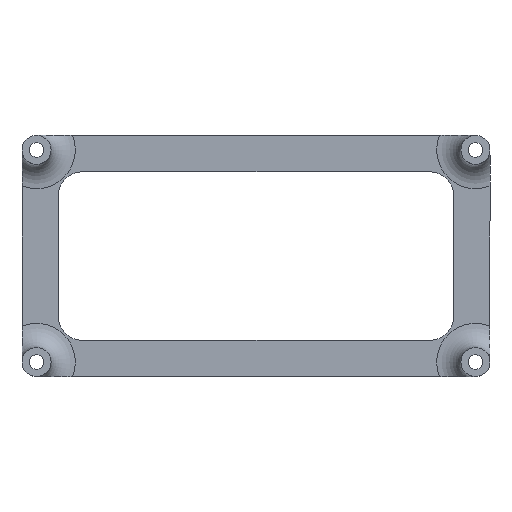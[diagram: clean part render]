
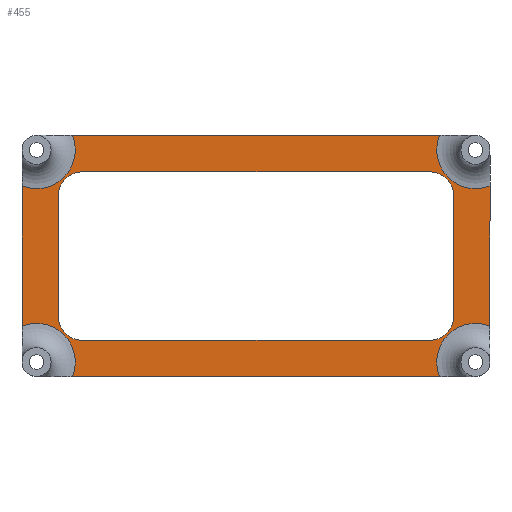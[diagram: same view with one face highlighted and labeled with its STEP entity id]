
A CAD part, top view. The second image highlights one B-rep face of the part: STEP entity #455.
In plain terms, the highlighted planar face has unit normal (0, 0, 1).
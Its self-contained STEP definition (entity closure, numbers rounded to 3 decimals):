
#73=CARTESIAN_POINT('',(91.639,12.993,3.0));
#74=VERTEX_POINT('',#73);
#75=CARTESIAN_POINT('',(86.639,7.993,3.0));
#76=VERTEX_POINT('',#75);
#77=CARTESIAN_POINT('',(86.639,12.993,3.0));
#78=DIRECTION('',(0.0,0.0,1.0));
#79=DIRECTION('',(0.707,-0.707,0.0));
#80=AXIS2_PLACEMENT_3D('',#77,#78,#79);
#81=CIRCLE('',#80,5.0);
#82=EDGE_CURVE('',#74,#76,#81,.F.);
#116=CARTESIAN_POINT('',(91.639,37.807,3.0));
#117=VERTEX_POINT('',#116);
#118=CARTESIAN_POINT('',(91.639,37.807,3.0));
#119=DIRECTION('',(0.0,-1.0,0.0));
#120=VECTOR('',#119,24.815);
#121=LINE('',#118,#120);
#122=EDGE_CURVE('',#117,#74,#121,.T.);
#146=CARTESIAN_POINT('',(86.639,42.807,3.0));
#147=VERTEX_POINT('',#146);
#148=CARTESIAN_POINT('',(86.639,37.807,3.0));
#149=DIRECTION('',(0.0,0.0,1.0));
#150=DIRECTION('',(0.707,0.707,0.0));
#151=AXIS2_PLACEMENT_3D('',#148,#149,#150);
#152=CIRCLE('',#151,5.);
#153=EDGE_CURVE('',#147,#117,#152,.F.);
#180=CARTESIAN_POINT('',(14.961,42.807,3.0));
#181=VERTEX_POINT('',#180);
#182=CARTESIAN_POINT('',(14.961,42.807,3.0));
#183=DIRECTION('',(1.0,0.0,0.0));
#184=VECTOR('',#183,71.678);
#185=LINE('',#182,#184);
#186=EDGE_CURVE('',#181,#147,#185,.T.);
#210=CARTESIAN_POINT('',(9.961,37.807,3.0));
#211=VERTEX_POINT('',#210);
#212=CARTESIAN_POINT('',(14.961,37.807,3.0));
#213=DIRECTION('',(0.0,0.0,1.0));
#214=DIRECTION('',(-0.707,0.707,0.0));
#215=AXIS2_PLACEMENT_3D('',#212,#213,#214);
#216=CIRCLE('',#215,5.);
#217=EDGE_CURVE('',#211,#181,#216,.F.);
#244=CARTESIAN_POINT('',(9.961,12.993,3.0));
#245=VERTEX_POINT('',#244);
#246=CARTESIAN_POINT('',(9.961,12.993,3.0));
#247=DIRECTION('',(0.0,1.0,0.0));
#248=VECTOR('',#247,24.815);
#249=LINE('',#246,#248);
#250=EDGE_CURVE('',#245,#211,#249,.T.);
#274=CARTESIAN_POINT('',(14.961,7.993,3.0));
#275=VERTEX_POINT('',#274);
#276=CARTESIAN_POINT('',(14.961,12.993,3.0));
#277=DIRECTION('',(0.0,0.0,1.0));
#278=DIRECTION('',(-0.707,-0.707,0.0));
#279=AXIS2_PLACEMENT_3D('',#276,#277,#278);
#280=CIRCLE('',#279,5.);
#281=EDGE_CURVE('',#275,#245,#280,.F.);
#315=CARTESIAN_POINT('',(86.639,7.993,3.0));
#316=DIRECTION('',(-1.0,0.0,0.0));
#317=VECTOR('',#316,71.678);
#318=LINE('',#315,#317);
#319=EDGE_CURVE('',#76,#275,#318,.T.);
#329=CARTESIAN_POINT('',(88.723,50.307,3.0));
#330=VERTEX_POINT('',#329);
#331=CARTESIAN_POINT('',(99.139,39.891,3.0));
#332=VERTEX_POINT('',#331);
#333=CARTESIAN_POINT('',(96.139,47.307,3.0));
#334=DIRECTION('',(0.0,0.0,1.0));
#335=DIRECTION('',(-0.707,-0.707,0.0));
#336=AXIS2_PLACEMENT_3D('',#333,#334,#335);
#337=CIRCLE('',#336,8.0);
#338=EDGE_CURVE('',#330,#332,#337,.T.);
#380=CARTESIAN_POINT('',(50.8,25.4,3.0));
#381=DIRECTION('',(0.0,0.0,1.0));
#382=DIRECTION('',(1.0,0.0,0.0));
#383=AXIS2_PLACEMENT_3D('',#380,#381,#382);
#384=PLANE('',#383);
#385=CARTESIAN_POINT('',(99.139,10.909,3.0));
#386=VERTEX_POINT('',#385);
#387=CARTESIAN_POINT('',(88.723,0.493,3.0));
#388=VERTEX_POINT('',#387);
#389=CARTESIAN_POINT('',(96.139,3.493,3.0));
#390=DIRECTION('',(0.0,0.0,1.0));
#391=DIRECTION('',(-0.707,0.707,0.0));
#392=AXIS2_PLACEMENT_3D('',#389,#390,#391);
#393=CIRCLE('',#392,8.0);
#394=EDGE_CURVE('',#386,#388,#393,.T.);
#395=ORIENTED_EDGE('',*,*,#394,.F.);
#396=CARTESIAN_POINT('',(99.139,10.909,3.0));
#397=DIRECTION('',(0.0,1.0,0.0));
#398=VECTOR('',#397,28.983);
#399=LINE('',#396,#398);
#400=EDGE_CURVE('',#386,#332,#399,.T.);
#401=ORIENTED_EDGE('',*,*,#400,.T.);
#402=ORIENTED_EDGE('',*,*,#338,.F.);
#403=CARTESIAN_POINT('',(12.877,50.308,3.0));
#404=VERTEX_POINT('',#403);
#405=CARTESIAN_POINT('',(88.723,50.307,3.0));
#406=DIRECTION('',(-1.0,0.0,0.0));
#407=VECTOR('',#406,75.846);
#408=LINE('',#405,#407);
#409=EDGE_CURVE('',#330,#404,#408,.T.);
#410=ORIENTED_EDGE('',*,*,#409,.T.);
#411=CARTESIAN_POINT('',(2.461,39.891,3.0));
#412=VERTEX_POINT('',#411);
#413=CARTESIAN_POINT('',(5.461,47.308,3.0));
#414=DIRECTION('',(0.0,0.0,1.0));
#415=DIRECTION('',(0.707,-0.707,0.0));
#416=AXIS2_PLACEMENT_3D('',#413,#414,#415);
#417=CIRCLE('',#416,8.);
#418=EDGE_CURVE('',#412,#404,#417,.T.);
#419=ORIENTED_EDGE('',*,*,#418,.F.);
#420=CARTESIAN_POINT('',(2.461,10.909,3.0));
#421=VERTEX_POINT('',#420);
#422=CARTESIAN_POINT('',(2.461,39.891,3.0));
#423=DIRECTION('',(0.0,-1.0,0.0));
#424=VECTOR('',#423,28.983);
#425=LINE('',#422,#424);
#426=EDGE_CURVE('',#412,#421,#425,.T.);
#427=ORIENTED_EDGE('',*,*,#426,.T.);
#428=CARTESIAN_POINT('',(12.877,0.492,3.0));
#429=VERTEX_POINT('',#428);
#430=CARTESIAN_POINT('',(5.461,3.492,3.0));
#431=DIRECTION('',(0.0,0.0,1.0));
#432=DIRECTION('',(0.707,0.707,0.0));
#433=AXIS2_PLACEMENT_3D('',#430,#431,#432);
#434=CIRCLE('',#433,8.);
#435=EDGE_CURVE('',#429,#421,#434,.T.);
#436=ORIENTED_EDGE('',*,*,#435,.F.);
#437=CARTESIAN_POINT('',(12.877,0.492,3.0));
#438=DIRECTION('',(1.0,0.0,0.0));
#439=VECTOR('',#438,75.846);
#440=LINE('',#437,#439);
#441=EDGE_CURVE('',#429,#388,#440,.T.);
#442=ORIENTED_EDGE('',*,*,#441,.T.);
#443=EDGE_LOOP('',(#395,#401,#402,#410,#419,#427,#436,#442));
#444=FACE_OUTER_BOUND('',#443,.T.);
#445=ORIENTED_EDGE('',*,*,#82,.T.);
#446=ORIENTED_EDGE('',*,*,#319,.T.);
#447=ORIENTED_EDGE('',*,*,#281,.T.);
#448=ORIENTED_EDGE('',*,*,#250,.T.);
#449=ORIENTED_EDGE('',*,*,#217,.T.);
#450=ORIENTED_EDGE('',*,*,#186,.T.);
#451=ORIENTED_EDGE('',*,*,#153,.T.);
#452=ORIENTED_EDGE('',*,*,#122,.T.);
#453=EDGE_LOOP('',(#445,#446,#447,#448,#449,#450,#451,#452));
#454=FACE_BOUND('',#453,.T.);
#455=ADVANCED_FACE('',(#444,#454),#384,.T.);
